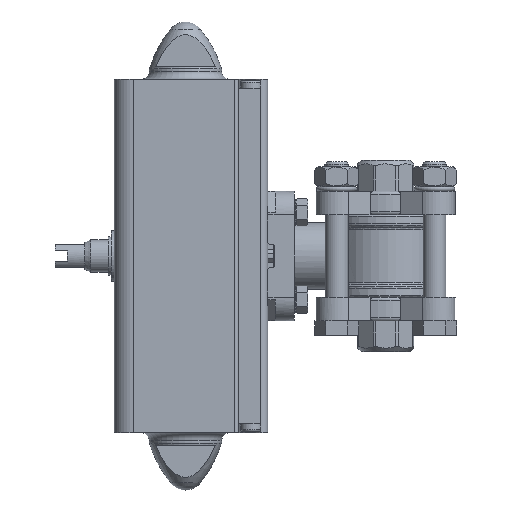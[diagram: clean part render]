
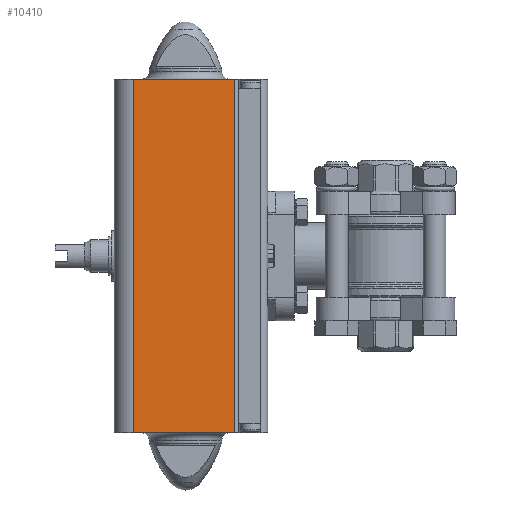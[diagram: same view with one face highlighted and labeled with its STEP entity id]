
A CAD part, left-side view. The second image highlights one B-rep face of the part: STEP entity #10410.
In plain terms, the highlighted planar face has unit normal (-1, 0, 0).
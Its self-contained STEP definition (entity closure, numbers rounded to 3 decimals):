
#2937=ORIENTED_EDGE('',*,*,#4834,.T.);
#2938=ORIENTED_EDGE('',*,*,#4835,.F.);
#2939=ORIENTED_EDGE('',*,*,#4836,.F.);
#2940=ORIENTED_EDGE('',*,*,#4837,.T.);
#4834=EDGE_CURVE('',#5945,#5946,#6776,.T.);
#4835=EDGE_CURVE('',#5947,#5946,#6777,.T.);
#4836=EDGE_CURVE('',#5948,#5947,#6778,.T.);
#4837=EDGE_CURVE('',#5948,#5945,#6779,.T.);
#5945=VERTEX_POINT('',#17747);
#5946=VERTEX_POINT('',#17748);
#5947=VERTEX_POINT('',#17750);
#5948=VERTEX_POINT('',#17752);
#6776=LINE('',#17746,#7583);
#6777=LINE('',#17749,#7584);
#6778=LINE('',#17751,#7585);
#6779=LINE('',#17753,#7586);
#7583=VECTOR('',#13859,1000.);
#7584=VECTOR('',#13860,1000.);
#7585=VECTOR('',#13861,1000.);
#7586=VECTOR('',#13862,1000.);
#8410=EDGE_LOOP('',(#2937,#2938,#2939,#2940));
#9281=FACE_BOUND('',#8410,.T.);
#9863=PLANE('',#11466);
#10410=ADVANCED_FACE('',(#9281),#9863,.F.);
#11466=AXIS2_PLACEMENT_3D('',#17745,#13857,#13858);
#13857=DIRECTION('',(1.,0.,0.));
#13858=DIRECTION('',(0.,0.,-1.));
#13859=DIRECTION('',(0.,-1.,0.));
#13860=DIRECTION('',(0.,0.,-1.));
#13861=DIRECTION('',(0.,-1.,0.));
#13862=DIRECTION('',(0.,0.,-1.));
#17745=CARTESIAN_POINT('',(-24.2,17.7,60.));
#17746=CARTESIAN_POINT('',(-24.2,17.7,-60.));
#17747=CARTESIAN_POINT('',(-24.2,17.7,-60.));
#17748=CARTESIAN_POINT('',(-24.2,-16.8,-60.));
#17749=CARTESIAN_POINT('',(-24.2,-16.8,60.));
#17750=CARTESIAN_POINT('',(-24.2,-16.8,60.));
#17751=CARTESIAN_POINT('',(-24.2,17.7,60.));
#17752=CARTESIAN_POINT('',(-24.2,17.7,60.));
#17753=CARTESIAN_POINT('',(-24.2,17.7,60.));
